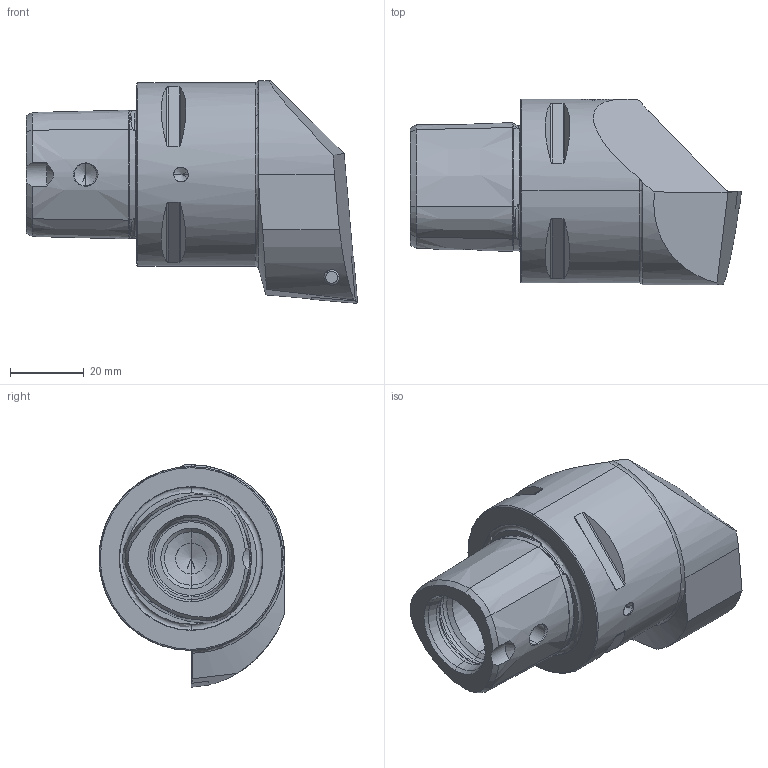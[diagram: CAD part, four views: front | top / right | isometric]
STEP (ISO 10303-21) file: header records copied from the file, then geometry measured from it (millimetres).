
FILE_DESCRIPTION (( 'STEP AP214' ), '1' );
FILE_NAME ('PS5.KCC.RLA.060-HP.STEP', '2020-09-11T11:28:52', ( '' ), ( '' ), 'SwSTEP 2.0', 'SolidWorks 2017', '' );
FILE_SCHEMA (( 'AUTOMOTIVE_DESIGN' ));
Length unit declared in the file: millimetre
Products named in the file (10): CHP-ER1.015.006_A; PS5.KCC.RLA.060-HP; WCC-ER2.001.010_A; CCMT120404; CHP-ER1.015.006; ISO 8752 2x8; CHP-ER1.008.014_A; DIN 7991 - M5x15; DIN 3771 - 13x1; PS5-KCC.RLA.060-HP_A
Assembly tree (9 placements, depth 3):
  PS5.KCC.RLA.060-HP
    PS5-KCC.RLA.060-HP_A
    ISO 8752 2x8
    CHP-ER1.015.006
      CHP-ER1.015.006_A
      DIN 3771 - 13x1
      DIN 7991 - M5x15
    CHP-ER1.008.014_A
    CCMT120404
    WCC-ER2.001.010_A
Bounding box: 90 x 50.5 x 60.5 mm (x, y, z)
Volume: 103358 mm3; surface area: 22748.2 mm2
Topology: 8 solids, 8 shells, 377 faces, 898 edges, 525 vertices
Faces by surface type: cone 121, cylinder 103, plane 88, torus 53, bspline 12
Entity records: 12411 total; most frequent: CARTESIAN_POINT 3471, DIRECTION 1798, ORIENTED_EDGE 1740, EDGE_CURVE 870, AXIS2_PLACEMENT_3D 730, VERTEX_POINT 525, EDGE_LOOP 409, ADVANCED_FACE 377
